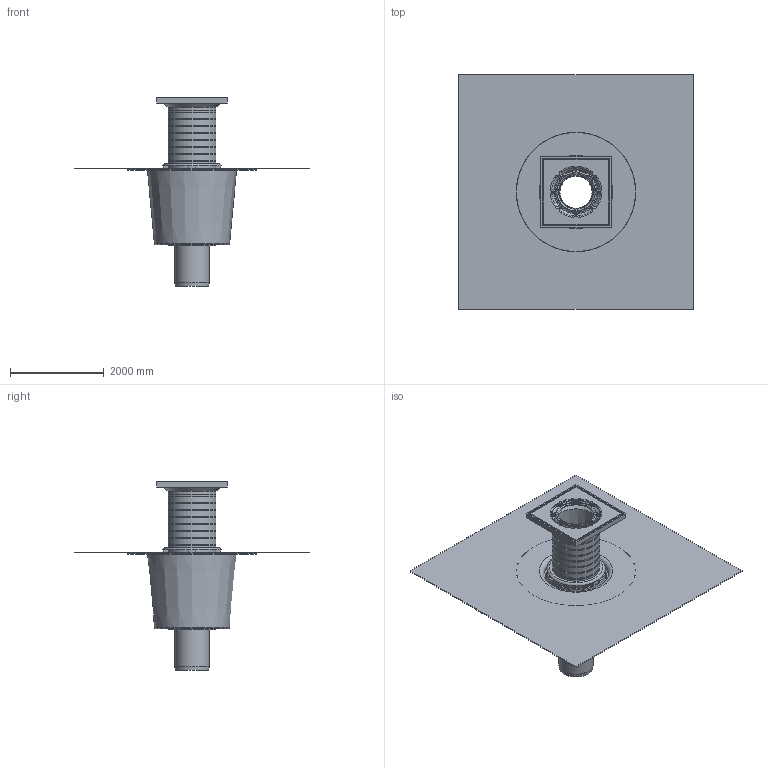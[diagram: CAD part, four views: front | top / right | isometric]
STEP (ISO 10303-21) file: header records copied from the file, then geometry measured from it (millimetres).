
FILE_DESCRIPTION(/* description */ (''),/* implementation_level */ '2;1');
FILE_NAME(/* name */ '16390.070X_3D.stp',/* time_stamp */ '2025-01-06T10:02:55+01:00',/* author */ ('c.rudolph'),/* organization */ (''),/* preprocessor_version */ 'ST-DEVELOPER v20',/* originating_system */ 'AutoCAD Mechanical',/* authorisation */ '');
FILE_SCHEMA (('AUTOMOTIVE_DESIGN { 1 0 10303 214 3 1 1 }'));
Length unit declared in the file: centimetre
Products named in the file (2): Product; *S0
Assembly tree (1 placements, depth 2):
  Product
    *S0
Bounding box: 5000 x 5000 x 4010.81 mm (x, y, z)
Volume: 2660158433.5 mm3; surface area: 122455099.9 mm2
Topology: 12 solids, 13 shells, 481 faces, 1138 edges, 717 vertices
Faces by surface type: cylinder 156, plane 152, torus 114, cone 51, sphere 8
Full cylindrical faces by diameter (mm): 35 x4, 40 x3, 80 x4, 100 x1, 698 x2, 730 x4, 750 x1, 780 x1, 960 x1, 1000 x1, 1010 x8, 1020 x10, 1024 x1, 1140 x1, 1150 x1, 1160 x2, 1180 x1, 1200 x3, 1250 x1, 1400 x2, 1430 x2, 1460 x1, 1470 x1
Entity records: 14801 total; most frequent: CARTESIAN_POINT 3077, DIRECTION 2702, ORIENTED_EDGE 2274, AXIS2_PLACEMENT_3D 1157, EDGE_CURVE 1137, VERTEX_POINT 715, CIRCLE 657, EDGE_LOOP 564
